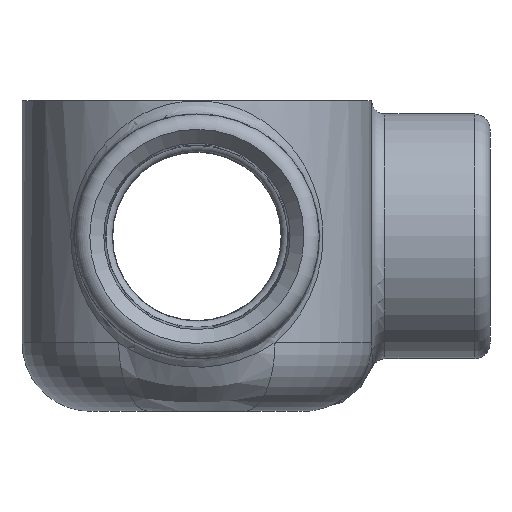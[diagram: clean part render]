
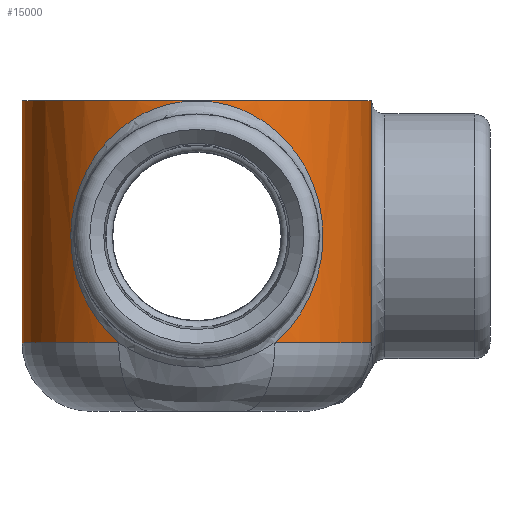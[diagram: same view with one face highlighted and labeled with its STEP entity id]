
A CAD part, left-side view. The second image highlights one B-rep face of the part: STEP entity #15000.
In plain terms, the highlighted cylindrical face has radius 63.5 mm (diameter 127 mm), a partial arc.
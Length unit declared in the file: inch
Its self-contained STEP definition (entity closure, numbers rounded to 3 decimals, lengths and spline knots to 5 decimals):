
#327=B_SPLINE_CURVE_WITH_KNOTS('',3,(#19993,#19994,#19995,#19996,#19997,
#19998,#19999),.UNSPECIFIED.,.F.,.F.,(4,1,1,1,4),(-4.06852,-4.00931,
-2.00466,-1.00233,0.),.UNSPECIFIED.);
#329=B_SPLINE_CURVE_WITH_KNOTS('',3,(#20027,#20028,#20029,#20030,#20031,
#20032,#20033,#20034,#20035,#20036,#20037,#20038,#20039,#20040,#20041,#20042,
#20043,#20044),.UNSPECIFIED.,.F.,.F.,(4,1,1,1,1,1,1,1,1,1,1,1,1,1,1,4),
(-28.06519,-27.06287,-26.06054,-24.05588,
-22.71944,-21.38301,-20.04657,-18.71013,
-17.37369,-16.03725,-14.70082,-14.0326,
-13.36438,-12.02794,-10.6915,-9.96405),
 .UNSPECIFIED.);
#1000=CYLINDRICAL_SURFACE('',#15867,2.5);
#1059=FACE_OUTER_BOUND('',#1884,.T.);
#1884=EDGE_LOOP('',(#9507,#9508,#9509,#9510,#9511,#9512,#9513));
#2808=CIRCLE('',#15839,2.5);
#2810=CIRCLE('',#15842,2.5);
#2827=CIRCLE('',#15868,2.5);
#2952=LINE('',#19828,#4405);
#2958=LINE('',#20047,#4411);
#4405=VECTOR('',#16617,0.3937);
#4411=VECTOR('',#16633,0.3937);
#5858=VERTEX_POINT('',#19402);
#5861=VERTEX_POINT('',#19407);
#5862=VERTEX_POINT('',#19508);
#5864=VERTEX_POINT('',#19540);
#5881=VERTEX_POINT('',#19827);
#5887=VERTEX_POINT('',#19992);
#5889=VERTEX_POINT('',#20046);
#7297=EDGE_CURVE('',#5861,#5858,#2808,.T.);
#7301=EDGE_CURVE('',#5862,#5864,#2810,.T.);
#7329=EDGE_CURVE('',#5864,#5881,#2952,.T.);
#7337=EDGE_CURVE('',#5858,#5887,#327,.T.);
#7340=EDGE_CURVE('',#5887,#5862,#329,.T.);
#7341=EDGE_CURVE('',#5889,#5861,#2958,.T.);
#7342=EDGE_CURVE('',#5881,#5889,#2827,.T.);
#9507=ORIENTED_EDGE('',*,*,#7301,.F.);
#9508=ORIENTED_EDGE('',*,*,#7340,.F.);
#9509=ORIENTED_EDGE('',*,*,#7337,.F.);
#9510=ORIENTED_EDGE('',*,*,#7297,.F.);
#9511=ORIENTED_EDGE('',*,*,#7341,.F.);
#9512=ORIENTED_EDGE('',*,*,#7342,.F.);
#9513=ORIENTED_EDGE('',*,*,#7329,.F.);
#15000=ADVANCED_FACE('',(#1059),#1000,.T.);
#15839=AXIS2_PLACEMENT_3D('',#19409,#16561,#16562);
#15842=AXIS2_PLACEMENT_3D('',#19541,#16567,#16568);
#15867=AXIS2_PLACEMENT_3D('',#20045,#16631,#16632);
#15868=AXIS2_PLACEMENT_3D('',#20048,#16634,#16635);
#16561=DIRECTION('center_axis',(0.,0.,-1.));
#16562=DIRECTION('ref_axis',(-1.,0.,0.));
#16567=DIRECTION('center_axis',(0.,0.,-1.));
#16568=DIRECTION('ref_axis',(-1.,0.,0.));
#16617=DIRECTION('',(0.,0.,1.));
#16631=DIRECTION('center_axis',(0.,0.,1.));
#16632=DIRECTION('ref_axis',(0.,-1.,0.));
#16633=DIRECTION('',(0.,0.,-1.));
#16634=DIRECTION('center_axis',(0.,0.,1.));
#16635=DIRECTION('ref_axis',(0.,-1.,0.));
#19402=CARTESIAN_POINT('',(-5.86127,-1.11764,-1.24));
#19407=CARTESIAN_POINT('',(-3.625,-2.5,-1.24));
#19409=CARTESIAN_POINT('Origin',(-3.625,0.,-1.24));
#19508=CARTESIAN_POINT('',(-5.86127,1.11764,-1.24));
#19540=CARTESIAN_POINT('',(-3.625,2.5,-1.24));
#19541=CARTESIAN_POINT('Origin',(-3.625,0.,-1.24));
#19827=CARTESIAN_POINT('',(-3.625,2.5,2.22));
#19828=CARTESIAN_POINT('',(-3.625,2.5,0.));
#19992=CARTESIAN_POINT('',(-5.35752,-1.80233,0.28));
#19993=CARTESIAN_POINT('Ctrl Pts',(-5.86135,-1.11759,
-1.23989));
#19994=CARTESIAN_POINT('Ctrl Pts',(-5.85831,-1.12367,
-1.23474));
#19995=CARTESIAN_POINT('Ctrl Pts',(-5.75186,-1.33428,
-1.05363));
#19996=CARTESIAN_POINT('Ctrl Pts',(-5.56974,-1.58361,
-0.71769));
#19997=CARTESIAN_POINT('Ctrl Pts',(-5.3933,-1.76873,
-0.17352));
#19998=CARTESIAN_POINT('Ctrl Pts',(-5.35746,-1.80235,
0.12883));
#19999=CARTESIAN_POINT('Ctrl Pts',(-5.35746,-1.80235,0.28));
#20027=CARTESIAN_POINT('Ctrl Pts',(-5.35746,-1.80235,
0.28));
#20028=CARTESIAN_POINT('Ctrl Pts',(-5.35746,-1.80235,
0.43117));
#20029=CARTESIAN_POINT('Ctrl Pts',(-5.3933,-1.76873,
0.73352));
#20030=CARTESIAN_POINT('Ctrl Pts',(-5.56974,-1.58361,
1.27769));
#20031=CARTESIAN_POINT('Ctrl Pts',(-5.8277,-1.23045,
1.75353));
#20032=CARTESIAN_POINT('Ctrl Pts',(-6.04633,-0.6931,
2.10088));
#20033=CARTESIAN_POINT('Ctrl Pts',(-6.14288,-0.14431,
2.24368));
#20034=CARTESIAN_POINT('Ctrl Pts',(-6.10929,0.42681,
2.19461));
#20035=CARTESIAN_POINT('Ctrl Pts',(-5.96065,0.93642,
1.96853));
#20036=CARTESIAN_POINT('Ctrl Pts',(-5.74688,1.34394,1.61004));
#20037=CARTESIAN_POINT('Ctrl Pts',(-5.52105,1.63926,1.14949));
#20038=CARTESIAN_POINT('Ctrl Pts',(-5.38093,1.78004,0.68376));
#20039=CARTESIAN_POINT('Ctrl Pts',(-5.34968,1.80978,0.27996));
#20040=CARTESIAN_POINT('Ctrl Pts',(-5.38091,1.78004,-0.12376));
#20041=CARTESIAN_POINT('Ctrl Pts',(-5.52104,1.63929,-0.58943));
#20042=CARTESIAN_POINT('Ctrl Pts',(-5.71253,1.38882,-0.98009));
#20043=CARTESIAN_POINT('Ctrl Pts',(-5.82401,1.19221,-1.17659));
#20044=CARTESIAN_POINT('Ctrl Pts',(-5.86128,1.11764,-1.23999));
#20045=CARTESIAN_POINT('Origin',(-3.625,0.,0.));
#20046=CARTESIAN_POINT('',(-3.625,-2.5,2.22));
#20047=CARTESIAN_POINT('',(-3.625,-2.5,0.));
#20048=CARTESIAN_POINT('Origin',(-3.625,0.,2.22));
